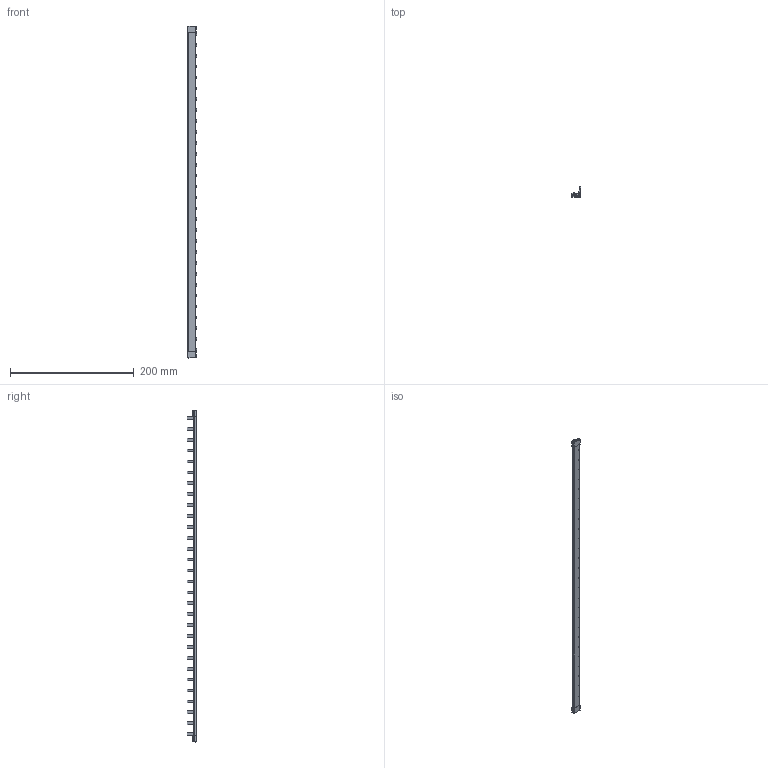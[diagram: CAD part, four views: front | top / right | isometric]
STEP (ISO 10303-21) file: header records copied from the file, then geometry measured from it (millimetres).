
FILE_DESCRIPTION (( 'STEP AP203' ), '1' );
FILE_NAME ('Monofaze Müþterek W Otomat Barasý - 30 Modül-Kapaklý.STEP', '2019-02-22T13:37:25', ( '' ), ( '' ), 'SwSTEP 2.0', 'SolidWorks 2011', '' );
FILE_SCHEMA (( 'CONFIG_CONTROL_DESIGN' ));
Length unit declared in the file: millimetre
Products named in the file (1): Monofaze Müþterek W Otomat Barasý - 30 Modül-Kapaklý
Bounding box: 14.83 x 15.93 x 535.8 mm (x, y, z)
Volume: 28287.6 mm3; surface area: 24748.3 mm2
Topology: 1 solids, 1 shells, 1303 faces, 3834 edges, 2545 vertices
Faces by surface type: plane 1183, cylinder 92, bspline 28
Entity records: 44157 total; most frequent: CARTESIAN_POINT 9409, ORIENTED_EDGE 7668, DIRECTION 6511, EDGE_CURVE 3834, LINE 3597, VECTOR 3597, VERTEX_POINT 2545, AXIS2_PLACEMENT_3D 1457
